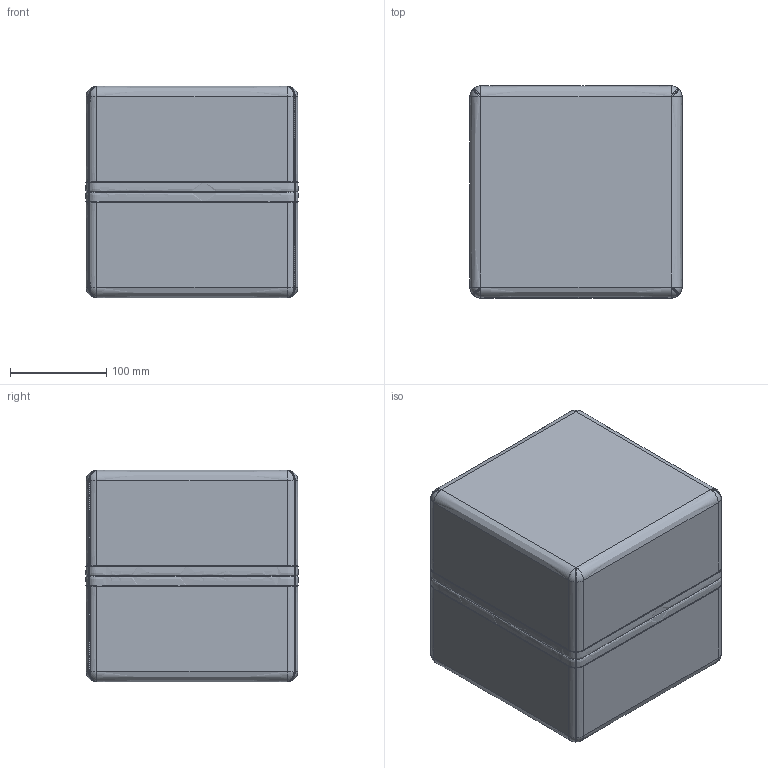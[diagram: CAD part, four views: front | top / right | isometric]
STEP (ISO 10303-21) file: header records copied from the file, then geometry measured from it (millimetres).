
FILE_DESCRIPTION(/* description */ (''),/* implementation_level */ '2;1');
FILE_NAME(/* name */ 'Cuscini 22x22x22',/* time_stamp */ '2024-03-19T10:57:12+01:00',/* author */ (''),/* organization */ (''),/* preprocessor_version */ 'ST-DEVELOPER v18.1',/* originating_system */ '',/* authorisation */ '');
FILE_SCHEMA (('AUTOMOTIVE_DESIGN { 1 0 10303 214 3 1 1 }'));
Bounding box: 220.16 x 220.16 x 219.51 mm (x, y, z)
Surface area: 279776 mm2 (no closed solid volume)
Topology: 0 solids, 682 shells, 684 faces, 956 edges, 946 vertices
Faces by surface type: bspline 684
Entity records: 196800 total; most frequent: CARTESIAN_POINT 188176, ORIENTED_EDGE 950, B_SPLINE_CURVE_WITH_KNOTS 948, EDGE_CURVE 948, VERTEX_POINT 946, FACE_OUTER_BOUND 684, EDGE_LOOP 684, B_SPLINE_SURFACE_WITH_KNOTS 684
